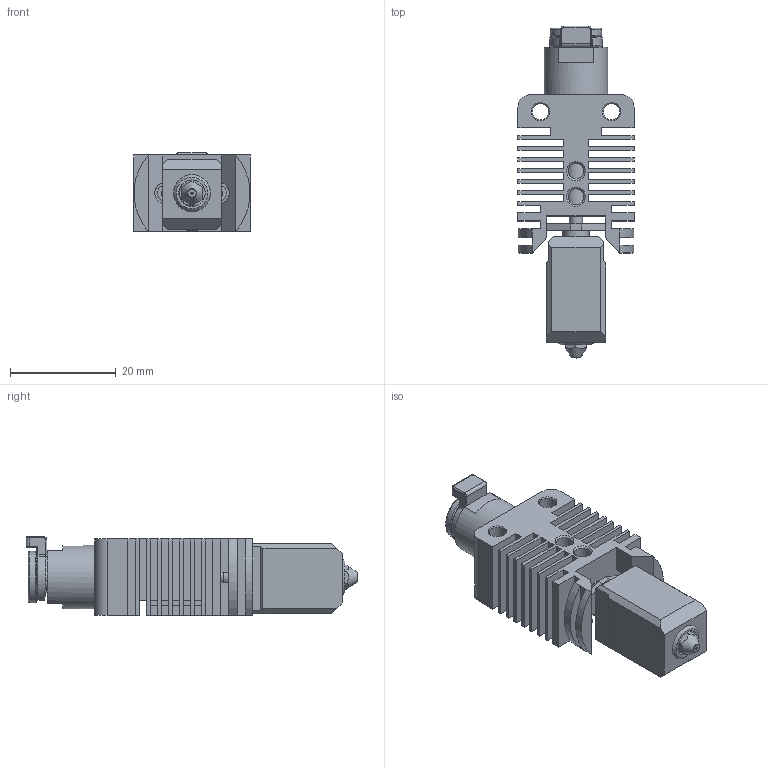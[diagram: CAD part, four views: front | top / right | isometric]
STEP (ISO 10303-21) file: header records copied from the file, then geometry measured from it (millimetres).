
FILE_DESCRIPTION(/* description */ (''),/* implementation_level */ '2;1');
FILE_NAME(/* name */ 'tz 2.0 Hotend.step',/* time_stamp */ '2024-11-05T13:52:41+02:00',/* author */ (''),/* organization */ (''),/* preprocessor_version */ 'ST-DEVELOPER v20',/* originating_system */ 'Autodesk Translation Framework v13.20.0.188',/* authorisation */ '');
FILE_SCHEMA (('AUTOMOTIVE_DESIGN { 1 0 10303 214 3 1 1 }'));
Length unit declared in the file: millimetre
Products named in the file (9): tz 2.0 Hotend; Nozzle; Top Adapter; Bowden Tube_Collet; Bowden_Clip; Heat Break; Heater Block; Heatsink; Silicone Sock
Assembly tree (8 placements, depth 4):
  tz 2.0 Hotend
    Nozzle
    Top Adapter
      Bowden Tube_Collet
        Bowden_Clip
    Heat Break
    Heater Block
    Heatsink
    Silicone Sock
Bounding box: 22 x 62.9 x 14.88 mm (x, y, z)
Volume: 7542.9 mm3; surface area: 12843.8 mm2
Topology: 9 solids, 9 shells, 498 faces, 1301 edges, 833 vertices
Faces by surface type: plane 274, cylinder 143, cone 31, bspline 24, torus 22, sphere 4
Full cylindrical faces by diameter (mm): 0.4 x1, 1.3 x1, 1.5 x4, 2 x1, 2.3 x1, 2.5 x5, 3 x2, 3.1 x2, 3.5 x1, 3.95 x1, 4 x1, 4.1 x2, 4.744 x2, 5 x2, 5.035 x3, 5.884 x4, 6.1 x1, 6.147 x1, 6.446 x1, 6.5 x1, 6.779 x2, 7.866 x3, 9.8 x1, 12 x1
Entity records: 20032 total; most frequent: CARTESIAN_POINT 7686, ORIENTED_EDGE 2602, DIRECTION 2377, EDGE_CURVE 1301, VERTEX_POINT 833, LINE 813, VECTOR 813, AXIS2_PLACEMENT_3D 782
